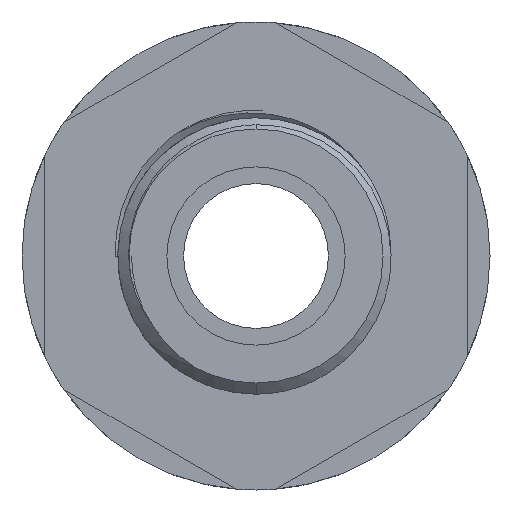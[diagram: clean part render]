
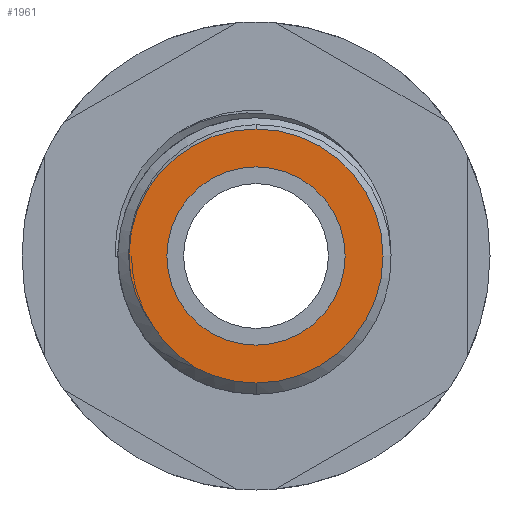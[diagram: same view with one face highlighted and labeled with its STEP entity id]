
A CAD part, front view. The second image highlights one B-rep face of the part: STEP entity #1961.
In plain terms, the highlighted planar face has unit normal (0, -1, 0).
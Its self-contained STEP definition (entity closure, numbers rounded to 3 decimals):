
#216 = AXIS2_PLACEMENT_3D ( 'NONE', #8164, #3358, #8987 ) ;
#259 = EDGE_CURVE ( 'NONE', #2543, #658, #4709, .T. ) ;
#470 = EDGE_CURVE ( 'NONE', #9053, #5112, #4218, .T. ) ;
#567 = AXIS2_PLACEMENT_3D ( 'NONE', #861, #702, #700 ) ;
#578 = CARTESIAN_POINT ( 'NONE',  ( -4.368, -8., -3.546 ) ) ;
#606 = CARTESIAN_POINT ( 'NONE',  ( -2.751, -8., -4.992 ) ) ;
#658 = VERTEX_POINT ( 'NONE', #6480 ) ;
#700 = DIRECTION ( 'NONE',  ( 0., 0., 1. ) ) ;
#702 = DIRECTION ( 'NONE',  ( 0., 1., 0. ) ) ;
#714 = PLANE ( 'NONE',  #567 ) ;
#861 = CARTESIAN_POINT ( 'NONE',  ( 0., -8., 0. ) ) ;
#887 = CARTESIAN_POINT ( 'NONE',  ( 0., -8., -5.7 ) ) ;
#926 = CARTESIAN_POINT ( 'NONE',  ( 0., -8., 0. ) ) ;
#965 = CIRCLE ( 'NONE', #7275, 4. ) ;
#1323 = EDGE_LOOP ( 'NONE', ( #10138, #6843, #7042, #5241, #6376 ) ) ;
#1786 = DIRECTION ( 'NONE',  ( 0., 0., -1. ) ) ;
#1961 = ADVANCED_FACE ( 'NONE', ( #6304, #6792 ), #714, .F. ) ;
#2245 = EDGE_CURVE ( 'NONE', #10157, #7241, #8822, .T. ) ;
#2543 = VERTEX_POINT ( 'NONE', #7511 ) ;
#3358 = DIRECTION ( 'NONE',  ( 0., -1., 0. ) ) ;
#3475 = CIRCLE ( 'NONE', #216, 5.7 ) ;
#3663 = ORIENTED_EDGE ( 'NONE', *, *, #259, .F. ) ;
#3731 = AXIS2_PLACEMENT_3D ( 'NONE', #9676, #4869, #10479 ) ;
#3836 = CIRCLE ( 'NONE', #3731, 5.7 ) ;
#3884 = CARTESIAN_POINT ( 'NONE',  ( 0., -8., 5.7 ) ) ;
#3933 = CARTESIAN_POINT ( 'NONE',  ( -4.094, -8., -3.884 ) ) ;
#4218 = B_SPLINE_CURVE_WITH_KNOTS ( 'NONE', 3,
 ( #6872, #6889, #6917, #6862, #6855, #6847, #6844, #6837 ),
 .UNSPECIFIED., .F., .F.,
 ( 4, 2, 2, 4 ),
 ( 0.008, 0.009, 0.01, 0.011 ),
 .UNSPECIFIED. ) ;
#4498 = B_SPLINE_CURVE_WITH_KNOTS ( 'NONE', 3,
 ( #7088, #578, #3933, #9550, #4739, #10336, #5517, #606 ),
 .UNSPECIFIED., .F., .F.,
 ( 4, 2, 2, 4 ),
 ( 0., 0.001, 0.002, 0.003 ),
 .UNSPECIFIED. ) ;
#4699 = CARTESIAN_POINT ( 'NONE',  ( -5.632, -8., -0.879 ) ) ;
#4709 = CIRCLE ( 'NONE', #8349, 4. ) ;
#4739 = CARTESIAN_POINT ( 'NONE',  ( -3.461, -8., -4.487 ) ) ;
#4869 = DIRECTION ( 'NONE',  ( 0., -1., 0. ) ) ;
#5112 = VERTEX_POINT ( 'NONE', #7739 ) ;
#5241 = ORIENTED_EDGE ( 'NONE', *, *, #2245, .T. ) ;
#5348 = ORIENTED_EDGE ( 'NONE', *, *, #10158, .F. ) ;
#5517 = CARTESIAN_POINT ( 'NONE',  ( -2.937, -8., -4.879 ) ) ;
#5533 = EDGE_LOOP ( 'NONE', ( #5348, #3663 ) ) ;
#5747 = EDGE_CURVE ( 'NONE', #5112, #7066, #4498, .T. ) ;
#6304 = FACE_BOUND ( 'NONE', #5533, .T. ) ;
#6376 = ORIENTED_EDGE ( 'NONE', *, *, #9338, .T. ) ;
#6480 = CARTESIAN_POINT ( 'NONE',  ( 0., -8., -4. ) ) ;
#6624 = DIRECTION ( 'NONE',  ( 0., -1., 0. ) ) ;
#6792 = FACE_OUTER_BOUND ( 'NONE', #1323, .T. ) ;
#6837 = CARTESIAN_POINT ( 'NONE',  ( -4.602, -8., -3.173 ) ) ;
#6843 = ORIENTED_EDGE ( 'NONE', *, *, #5747, .T. ) ;
#6844 = CARTESIAN_POINT ( 'NONE',  ( -4.859, -8., -2.833 ) ) ;
#6847 = CARTESIAN_POINT ( 'NONE',  ( -5.073, -8., -2.47 ) ) ;
#6855 = CARTESIAN_POINT ( 'NONE',  ( -5.333, -8., -1.89 ) ) ;
#6862 = CARTESIAN_POINT ( 'NONE',  ( -5.41, -8., -1.691 ) ) ;
#6872 = CARTESIAN_POINT ( 'NONE',  ( -5.632, -8., -0.879 ) ) ;
#6889 = CARTESIAN_POINT ( 'NONE',  ( -5.591, -8., -1.085 ) ) ;
#6917 = CARTESIAN_POINT ( 'NONE',  ( -5.538, -8., -1.288 ) ) ;
#7042 = ORIENTED_EDGE ( 'NONE', *, *, #7735, .T. ) ;
#7066 = VERTEX_POINT ( 'NONE', #10032 ) ;
#7088 = CARTESIAN_POINT ( 'NONE',  ( -4.602, -8., -3.173 ) ) ;
#7241 = VERTEX_POINT ( 'NONE', #3884 ) ;
#7275 = AXIS2_PLACEMENT_3D ( 'NONE', #926, #6624, #1786 ) ;
#7511 = CARTESIAN_POINT ( 'NONE',  ( 0., -8., 4. ) ) ;
#7735 = EDGE_CURVE ( 'NONE', #7066, #10157, #3836, .T. ) ;
#7739 = CARTESIAN_POINT ( 'NONE',  ( -4.602, -8., -3.173 ) ) ;
#8164 = CARTESIAN_POINT ( 'NONE',  ( 0., -8., 0. ) ) ;
#8339 = AXIS2_PLACEMENT_3D ( 'NONE', #10438, #10401, #10338 ) ;
#8349 = AXIS2_PLACEMENT_3D ( 'NONE', #9850, #9840, #9839 ) ;
#8822 = CIRCLE ( 'NONE', #8339, 5.7 ) ;
#8987 = DIRECTION ( 'NONE',  ( 0., 0., 1. ) ) ;
#9053 = VERTEX_POINT ( 'NONE', #4699 ) ;
#9338 = EDGE_CURVE ( 'NONE', #7241, #9053, #3475, .T. ) ;
#9550 = CARTESIAN_POINT ( 'NONE',  ( -3.627, -8., -4.342 ) ) ;
#9676 = CARTESIAN_POINT ( 'NONE',  ( 0., -8., 0. ) ) ;
#9839 = DIRECTION ( 'NONE',  ( 0., 0., -1. ) ) ;
#9840 = DIRECTION ( 'NONE',  ( 0., -1., 0. ) ) ;
#9850 = CARTESIAN_POINT ( 'NONE',  ( 0., -8., 0. ) ) ;
#10032 = CARTESIAN_POINT ( 'NONE',  ( -2.751, -8., -4.992 ) ) ;
#10138 = ORIENTED_EDGE ( 'NONE', *, *, #470, .T. ) ;
#10157 = VERTEX_POINT ( 'NONE', #887 ) ;
#10158 = EDGE_CURVE ( 'NONE', #658, #2543, #965, .T. ) ;
#10336 = CARTESIAN_POINT ( 'NONE',  ( -3.116, -8., -4.756 ) ) ;
#10338 = DIRECTION ( 'NONE',  ( 0., 0., 1. ) ) ;
#10401 = DIRECTION ( 'NONE',  ( 0., -1., 0. ) ) ;
#10438 = CARTESIAN_POINT ( 'NONE',  ( 0., -8., 0. ) ) ;
#10479 = DIRECTION ( 'NONE',  ( 0., 0., 1. ) ) ;
